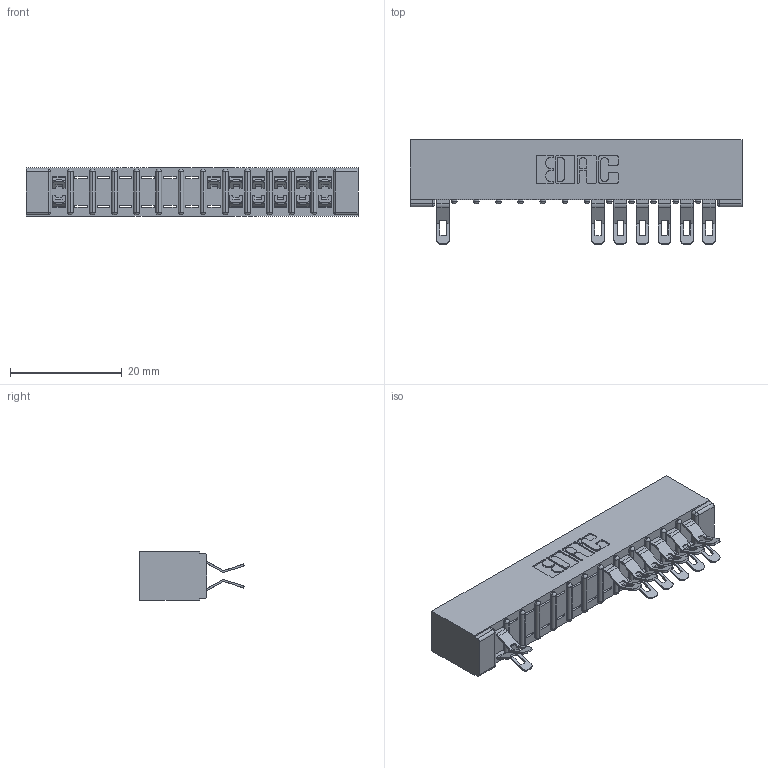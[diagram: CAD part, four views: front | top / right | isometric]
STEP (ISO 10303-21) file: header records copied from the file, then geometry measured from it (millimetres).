
FILE_DESCRIPTION (( 'STEP AP203' ), '1' );
FILE_NAME ('357-026-555-201.STEP', '2018-08-09T03:46:28', ( '' ), ( '' ), 'SwSTEP 2.0', 'SolidWorks 2016', '' );
FILE_SCHEMA (( 'CONFIG_CONTROL_DESIGN' ));
Length unit declared in the file: inch
Products named in the file (3): 307 Part_No Mounting Lugs; 307-290-001_555; 357-026-555-201
Assembly tree (14 placements, depth 2):
  357-026-555-201
    307 Part_No Mounting Lugs
    307-290-001_555  x13
Bounding box: 59.39 x 18.75 x 8.71 mm (x, y, z)
Volume: 3989 mm3; surface area: 6266.8 mm2
Topology: 14 solids, 14 shells, 1047 faces, 3068 edges, 1988 vertices
Faces by surface type: plane 586, cylinder 433, sphere 28
Entity records: 14979 total; most frequent: CARTESIAN_POINT 2516, ORIENTED_EDGE 2504, DIRECTION 2470, EDGE_CURVE 1252, LINE 938, VECTOR 938, VERTEX_POINT 812, AXIS2_PLACEMENT_3D 766
